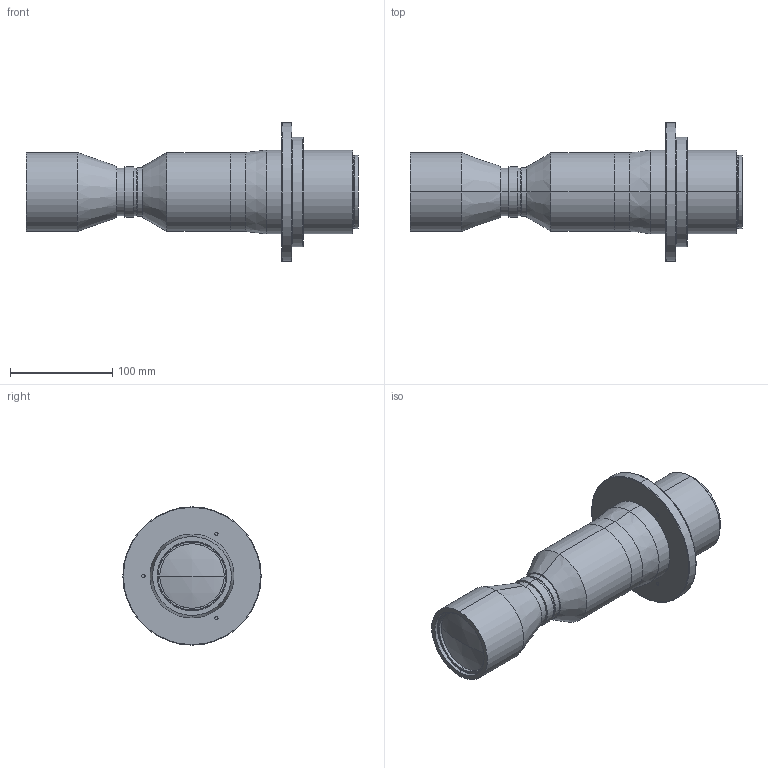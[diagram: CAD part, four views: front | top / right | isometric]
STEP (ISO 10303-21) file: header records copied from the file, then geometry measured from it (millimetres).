
FILE_DESCRIPTION (( 'STEP AP203' ), '1' );
FILE_NAME ('S5LPJ7255_M72_03.STEP', '2014-07-07T12:16:07', ( 'poweredge' ), ( 'Hewlett-Packard Company' ), 'SwSTEP 2.0', 'SolidWorks 2014', '' );
FILE_SCHEMA (( 'CONFIG_CONTROL_DESIGN' ));
Length unit declared in the file: millimetre
Products named in the file (1): S5LPJ7255_M72_03
Bounding box: 324.1 x 135 x 135 mm (x, y, z)
Surface area: 128490.7 mm2 (no closed solid volume)
Topology: 0 solids, 17 shells, 131 faces, 325 edges, 212 vertices
Faces by surface type: cylinder 54, plane 41, torus 20, cone 14, sphere 2
Entity records: 4000 total; most frequent: DIRECTION 767, CARTESIAN_POINT 703, ORIENTED_EDGE 552, EDGE_CURVE 321, AXIS2_PLACEMENT_3D 316, VERTEX_POINT 212, CIRCLE 184, EDGE_LOOP 157
